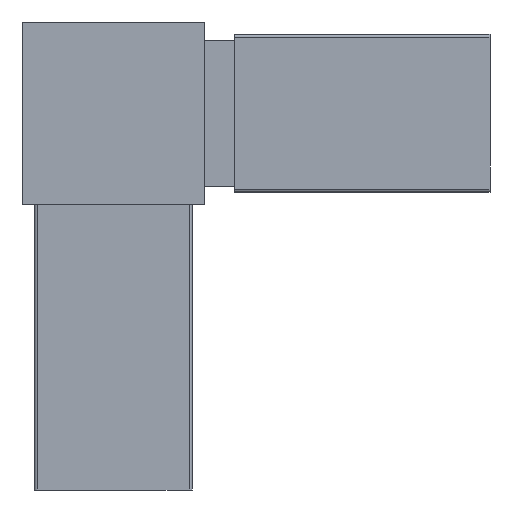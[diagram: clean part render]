
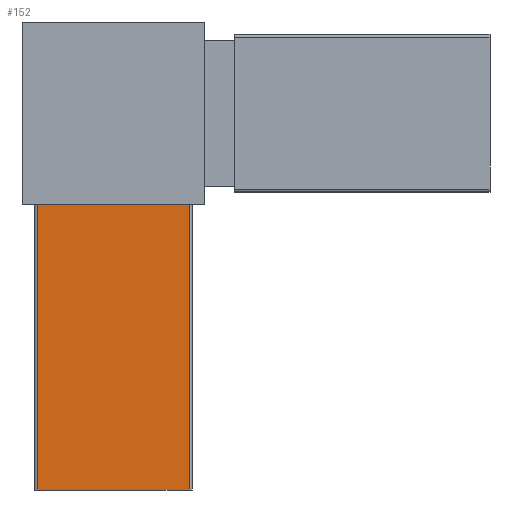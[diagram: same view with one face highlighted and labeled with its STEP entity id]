
A CAD part, left-side view. The second image highlights one B-rep face of the part: STEP entity #152.
In plain terms, the highlighted planar face has unit normal (-1, 0, 0).
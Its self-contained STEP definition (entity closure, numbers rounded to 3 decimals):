
#152 = ADVANCED_FACE( '', ( #312 ), #313, .T. );
#312 = FACE_OUTER_BOUND( '', #473, .T. );
#313 = PLANE( '', #474 );
#473 = EDGE_LOOP( '', ( #851, #852, #853, #854 ) );
#474 = AXIS2_PLACEMENT_3D( '', #855, #856, #857 );
#851 = ORIENTED_EDGE( '', *, *, #953, .F. );
#852 = ORIENTED_EDGE( '', *, *, #1061, .F. );
#853 = ORIENTED_EDGE( '', *, *, #932, .T. );
#854 = ORIENTED_EDGE( '', *, *, #1042, .T. );
#855 = CARTESIAN_POINT( '', ( -13., 12.5, -62. ) );
#856 = DIRECTION( '', ( -1., 0., 0. ) );
#857 = DIRECTION( '', ( 0., 0., 1. ) );
#932 = EDGE_CURVE( '', #1103, #1104, #1105, .T. );
#953 = EDGE_CURVE( '', #1139, #1141, #1142, .T. );
#1042 = EDGE_CURVE( '', #1104, #1141, #1274, .T. );
#1061 = EDGE_CURVE( '', #1103, #1139, #1297, .T. );
#1103 = VERTEX_POINT( '', #1349 );
#1104 = VERTEX_POINT( '', #1350 );
#1105 = LINE( '', #1351, #1352 );
#1139 = VERTEX_POINT( '', #1396 );
#1141 = VERTEX_POINT( '', #1398 );
#1142 = LINE( '', #1399, #1400 );
#1274 = LINE( '', #1584, #1585 );
#1297 = LINE( '', #1616, #1617 );
#1349 = CARTESIAN_POINT( '', ( -13., 12.5, -62. ) );
#1350 = CARTESIAN_POINT( '', ( -13., -12.5, -62. ) );
#1351 = CARTESIAN_POINT( '', ( -13., 12.5, -62. ) );
#1352 = VECTOR( '', #1653, 1000. );
#1396 = CARTESIAN_POINT( '', ( -13., 12.5, -15. ) );
#1398 = CARTESIAN_POINT( '', ( -13., -12.5, -15. ) );
#1399 = CARTESIAN_POINT( '', ( -13., 12.5, -15. ) );
#1400 = VECTOR( '', #1682, 1000. );
#1584 = CARTESIAN_POINT( '', ( -13., -12.5, -62. ) );
#1585 = VECTOR( '', #1780, 1000. );
#1616 = CARTESIAN_POINT( '', ( -13., 12.5, -62. ) );
#1617 = VECTOR( '', #1798, 1000. );
#1653 = DIRECTION( '', ( 0., -1., 0. ) );
#1682 = DIRECTION( '', ( 0., -1., 0. ) );
#1780 = DIRECTION( '', ( 0., 0., 1. ) );
#1798 = DIRECTION( '', ( 0., 0., 1. ) );
